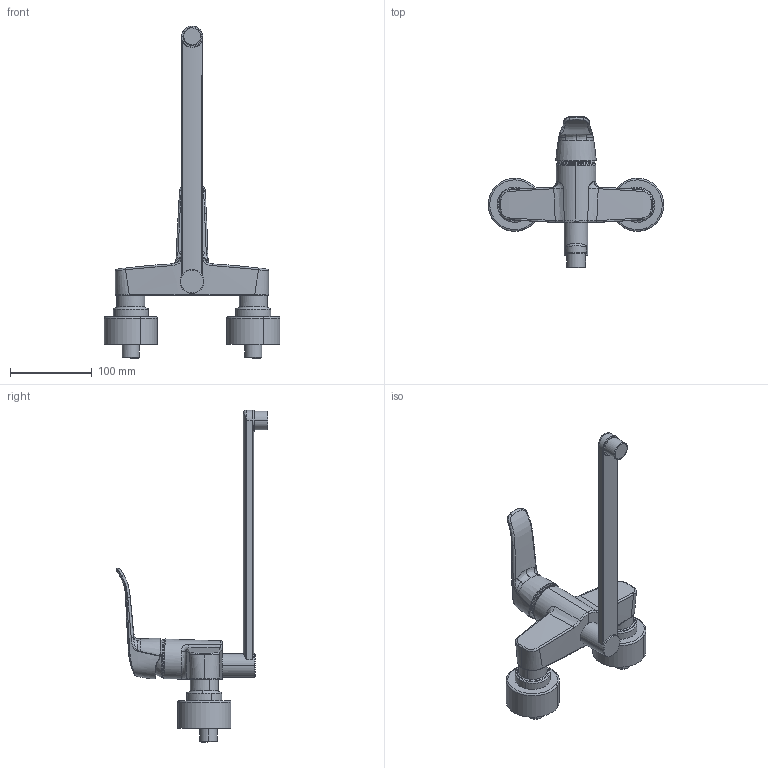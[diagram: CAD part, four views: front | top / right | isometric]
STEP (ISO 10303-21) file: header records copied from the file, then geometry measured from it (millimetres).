
FILE_DESCRIPTION (( 'STEP AP203' ), '1' );
FILE_NAME ('01546283.STEP', '2019-04-05T10:43:42', ( '' ), ( '' ), 'SwSTEP 2.0', 'SolidWorks 2016', '' );
FILE_SCHEMA (( 'CONFIG_CONTROL_DESIGN' ));
Length unit declared in the file: millimetre
Products named in the file (1): 01546283
Bounding box: 214.94 x 186.07 x 406.48 mm (x, y, z)
Volume: 796858.8 mm3; surface area: 117497 mm2
Topology: 1 solids, 1 shells, 212 faces, 505 edges, 310 vertices
Faces by surface type: bspline 112, cylinder 50, plane 32, cone 12, torus 4, sphere 2
Entity records: 19453 total; most frequent: CARTESIAN_POINT 15334, ORIENTED_EDGE 1010, DIRECTION 591, EDGE_CURVE 505, VERTEX_POINT 310, AXIS2_PLACEMENT_3D 251, B_SPLINE_CURVE_WITH_KNOTS 241, EDGE_LOOP 227
